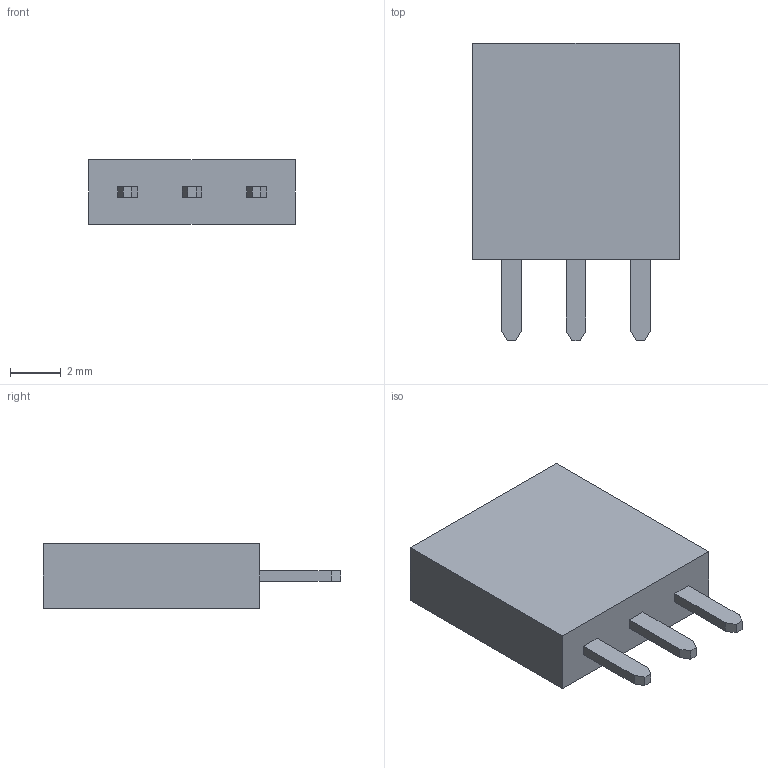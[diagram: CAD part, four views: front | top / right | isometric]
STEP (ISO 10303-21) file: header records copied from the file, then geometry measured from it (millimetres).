
FILE_DESCRIPTION(/* description */ (''),/* implementation_level */ '2;1');
FILE_NAME(/* name */ 'Header-Female-1x3-PPTC031LFBN-RC.ipt.step',/* time_stamp */ '2017-01-04T15:01:48-08:00',/* author */ ('PhillipD'),/* organization */ (''),/* preprocessor_version */ 'ST-DEVELOPER v16.5',/* originating_system */ 'Autodesk Inventor 2017',/* authorisation */ '');
FILE_SCHEMA (('AUTOMOTIVE_DESIGN { 1 0 10303 214 3 1 1 }'));
Length unit declared in the file: millimetre
Products named in the file (1): Header-Female-1x3-PPTC031LFBN-RC
Bounding box: 8.13 x 11.71 x 2.54 mm (x, y, z)
Volume: 166.4 mm3; surface area: 297.8 mm2
Topology: 1 solids, 1 shells, 54 faces, 126 edges, 80 vertices
Faces by surface type: plane 54
Entity records: 1571 total; most frequent: CARTESIAN_POINT 261, ORIENTED_EDGE 252, DIRECTION 236, LINE 126, VECTOR 126, EDGE_CURVE 126, VERTEX_POINT 80, EDGE_LOOP 60
